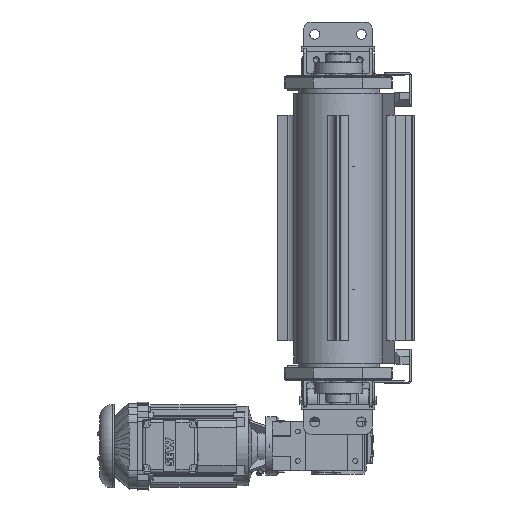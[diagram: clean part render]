
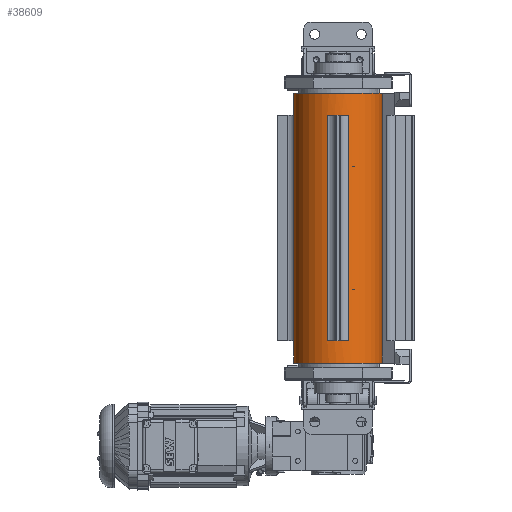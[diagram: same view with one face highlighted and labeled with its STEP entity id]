
A CAD part, left-side view. The second image highlights one B-rep face of the part: STEP entity #38609.
In plain terms, the highlighted cylindrical face has radius 90 mm (diameter 180 mm), a partial arc.
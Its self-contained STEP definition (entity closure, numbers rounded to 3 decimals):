
#2412=FACE_BOUND('',#8467,.T.);
#3342=CIRCLE('',#41371,90.);
#3347=CIRCLE('',#41383,90.);
#3353=CIRCLE('',#41398,90.);
#3355=CIRCLE('',#41406,90.);
#4571=CYLINDRICAL_SURFACE('',#41405,90.);
#5946=FACE_OUTER_BOUND('',#8466,.T.);
#8466=EDGE_LOOP('',(#30416,#30417,#30418,#30419));
#8467=EDGE_LOOP('',(#30420,#30421,#30422,#30423));
#11670=LINE('',#60404,#15124);
#11686=LINE('',#60446,#15140);
#11723=LINE('',#60536,#15177);
#11724=LINE('',#60540,#15178);
#15124=VECTOR('',#48096,10.);
#15140=VECTOR('',#48136,10.);
#15177=VECTOR('',#48219,10.);
#15178=VECTOR('',#48224,10.);
#18549=VERTEX_POINT('',#60402);
#18550=VERTEX_POINT('',#60403);
#18553=VERTEX_POINT('',#60411);
#18564=VERTEX_POINT('',#60445);
#18587=VERTEX_POINT('',#60510);
#18588=VERTEX_POINT('',#60512);
#18594=VERTEX_POINT('',#60534);
#18595=VERTEX_POINT('',#60538);
#22836=EDGE_CURVE('',#18549,#18550,#11670,.T.);
#22840=EDGE_CURVE('',#18553,#18549,#3342,.T.);
#22857=EDGE_CURVE('',#18564,#18553,#11686,.T.);
#22859=EDGE_CURVE('',#18550,#18564,#3347,.T.);
#22890=EDGE_CURVE('',#18587,#18588,#3353,.T.);
#22902=EDGE_CURVE('',#18587,#18594,#11723,.T.);
#22903=EDGE_CURVE('',#18595,#18594,#3355,.T.);
#22904=EDGE_CURVE('',#18588,#18595,#11724,.T.);
#30416=ORIENTED_EDGE('',*,*,#22902,.T.);
#30417=ORIENTED_EDGE('',*,*,#22903,.F.);
#30418=ORIENTED_EDGE('',*,*,#22904,.F.);
#30419=ORIENTED_EDGE('',*,*,#22890,.F.);
#30420=ORIENTED_EDGE('',*,*,#22840,.T.);
#30421=ORIENTED_EDGE('',*,*,#22836,.T.);
#30422=ORIENTED_EDGE('',*,*,#22859,.T.);
#30423=ORIENTED_EDGE('',*,*,#22857,.T.);
#38609=ADVANCED_FACE('',(#5946,#2412),#4571,.T.);
#41371=AXIS2_PLACEMENT_3D('',#60412,#48102,#48103);
#41383=AXIS2_PLACEMENT_3D('',#60449,#48140,#48141);
#41398=AXIS2_PLACEMENT_3D('',#60513,#48195,#48196);
#41405=AXIS2_PLACEMENT_3D('',#60537,#48220,#48221);
#41406=AXIS2_PLACEMENT_3D('',#60539,#48222,#48223);
#48096=DIRECTION('',(0.,0.,1.));
#48102=DIRECTION('center_axis',(0.,0.,-1.));
#48103=DIRECTION('ref_axis',(0.033,0.999,0.));
#48136=DIRECTION('',(0.,0.,-1.));
#48140=DIRECTION('center_axis',(0.,0.,1.));
#48141=DIRECTION('ref_axis',(0.033,0.999,0.));
#48195=DIRECTION('center_axis',(0.,0.,-1.));
#48196=DIRECTION('ref_axis',(0.033,0.999,0.));
#48219=DIRECTION('',(0.,0.,1.));
#48220=DIRECTION('center_axis',(0.,0.,1.));
#48221=DIRECTION('ref_axis',(0.033,0.999,0.));
#48222=DIRECTION('center_axis',(0.,0.,1.));
#48223=DIRECTION('ref_axis',(0.033,0.999,0.));
#48224=DIRECTION('',(0.,0.,1.));
#60402=CARTESIAN_POINT('',(-952.27,22.,-230.));
#60403=CARTESIAN_POINT('',(-952.27,22.,230.));
#60404=CARTESIAN_POINT('',(-952.27,22.,0.));
#60411=CARTESIAN_POINT('',(-952.27,-22.,-230.));
#60412=CARTESIAN_POINT('Origin',(-865.,0.,-230.));
#60445=CARTESIAN_POINT('',(-952.27,-22.,230.));
#60446=CARTESIAN_POINT('',(-952.27,-22.,0.));
#60449=CARTESIAN_POINT('Origin',(-865.,0.,230.));
#60510=CARTESIAN_POINT('',(-868.477,-89.933,-275.));
#60512=CARTESIAN_POINT('',(-862.014,89.95,-275.));
#60513=CARTESIAN_POINT('Origin',(-865.,0.,-275.));
#60534=CARTESIAN_POINT('',(-868.477,-89.933,275.));
#60536=CARTESIAN_POINT('',(-868.477,-89.933,0.));
#60537=CARTESIAN_POINT('Origin',(-865.,0.,0.));
#60538=CARTESIAN_POINT('',(-862.014,89.95,275.));
#60539=CARTESIAN_POINT('Origin',(-865.,0.,275.));
#60540=CARTESIAN_POINT('',(-862.014,89.95,0.));
